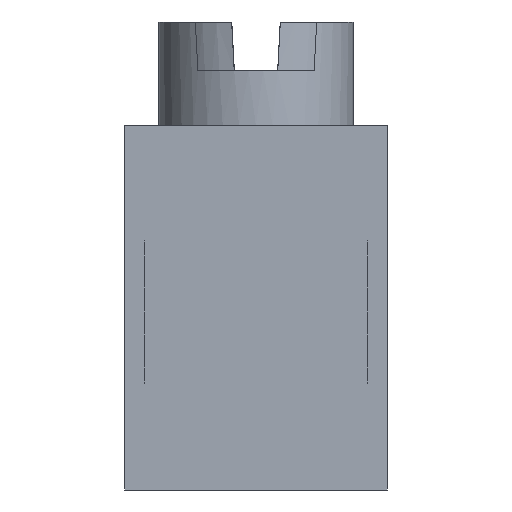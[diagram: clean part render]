
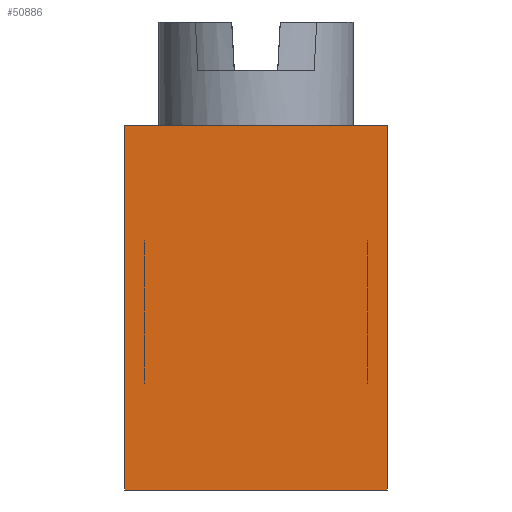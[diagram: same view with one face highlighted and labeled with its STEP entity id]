
A CAD part, left-side view. The second image highlights one B-rep face of the part: STEP entity #50886.
In plain terms, the highlighted planar face has unit normal (-1, 0, 0).
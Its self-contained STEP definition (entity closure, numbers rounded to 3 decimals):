
#5262 = CARTESIAN_POINT ( 'NONE',  ( 1.3, 6.5, 9. ) ) ;
#5268 = DIRECTION ( 'NONE',  ( 0., -1., 0. ) ) ;
#5280 = LINE ( 'NONE', #5262, #82821 ) ;
#7498 = EDGE_CURVE ( 'NONE', #17880, #17702, #5280, .T. ) ;
#12179 = EDGE_CURVE ( 'NONE', #17725, #17726, #23221, .T. ) ;
#12281 = EDGE_CURVE ( 'NONE', #17880, #17725, #25243, .T. ) ;
#12402 = EDGE_CURVE ( 'NONE', #17702, #17726, #25666, .T. ) ;
#17702 = VERTEX_POINT ( 'NONE', #35543 ) ;
#17725 = VERTEX_POINT ( 'NONE', #35561 ) ;
#17726 = VERTEX_POINT ( 'NONE', #35598 ) ;
#17880 = VERTEX_POINT ( 'NONE', #35710 ) ;
#23198 = DIRECTION ( 'NONE',  ( 0., -1., 0. ) ) ;
#23214 = CARTESIAN_POINT ( 'NONE',  ( 1.3, 6.5, 0. ) ) ;
#23221 = LINE ( 'NONE', #23214, #24206 ) ;
#24206 = VECTOR ( 'NONE', #23198, 1000. ) ;
#24360 = VECTOR ( 'NONE', #25261, 1000. ) ;
#24397 = VECTOR ( 'NONE', #25629, 1000. ) ;
#25233 = CARTESIAN_POINT ( 'NONE',  ( 1.3, 6.5, 9. ) ) ;
#25243 = LINE ( 'NONE', #25233, #24360 ) ;
#25261 = DIRECTION ( 'NONE',  ( 0., 0., -1. ) ) ;
#25609 = CARTESIAN_POINT ( 'NONE',  ( 1.3, 0., 9. ) ) ;
#25629 = DIRECTION ( 'NONE',  ( 0., 0., -1. ) ) ;
#25666 = LINE ( 'NONE', #25609, #24397 ) ;
#35543 = CARTESIAN_POINT ( 'NONE',  ( 1.3, 0., 9. ) ) ;
#35561 = CARTESIAN_POINT ( 'NONE',  ( 1.3, 6.5, 0. ) ) ;
#35598 = CARTESIAN_POINT ( 'NONE',  ( 1.3, 0., 0. ) ) ;
#35710 = CARTESIAN_POINT ( 'NONE',  ( 1.3, 6.5, 9. ) ) ;
#50886 = ADVANCED_FACE ( 'NONE', ( #53795 ), #53956, .F. ) ;
#51869 = AXIS2_PLACEMENT_3D ( 'NONE', #53867, #53897, #53835 ) ;
#53795 = FACE_OUTER_BOUND ( 'NONE', #57910, .T. ) ;
#53835 = DIRECTION ( 'NONE',  ( 0., 0., -1. ) ) ;
#53867 = CARTESIAN_POINT ( 'NONE',  ( 1.3, 0., 9. ) ) ;
#53897 = DIRECTION ( 'NONE',  ( 1., 0., 0. ) ) ;
#53956 = PLANE ( 'NONE',  #51869 ) ;
#56600 = ORIENTED_EDGE ( 'NONE', *, *, #12281, .T. ) ;
#56726 = ORIENTED_EDGE ( 'NONE', *, *, #12402, .F. ) ;
#56796 = ORIENTED_EDGE ( 'NONE', *, *, #7498, .F. ) ;
#56846 = ORIENTED_EDGE ( 'NONE', *, *, #12179, .T. ) ;
#57910 = EDGE_LOOP ( 'NONE', ( #56846, #56726, #56796, #56600 ) ) ;
#82821 = VECTOR ( 'NONE', #5268, 1000. ) ;
